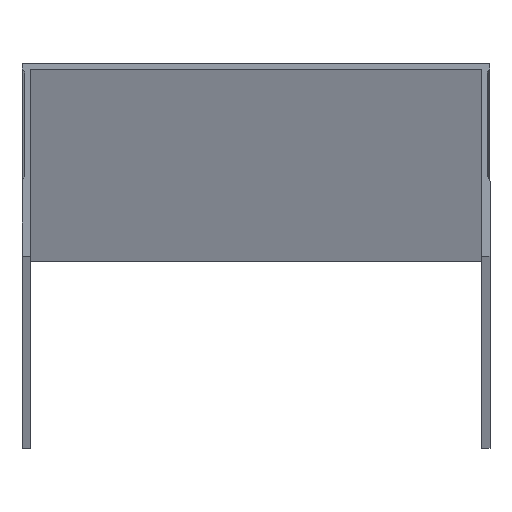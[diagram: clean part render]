
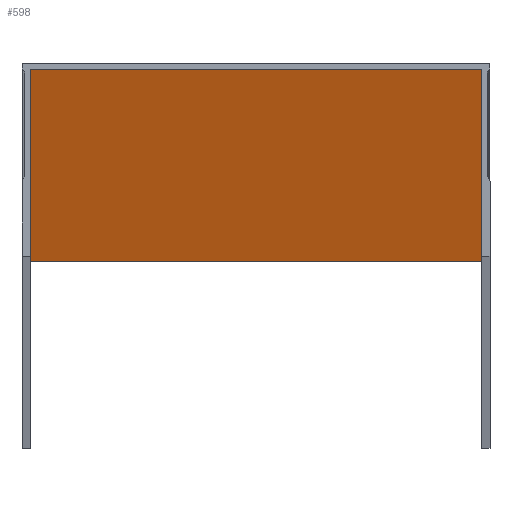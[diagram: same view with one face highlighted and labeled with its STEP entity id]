
A CAD part, top view. The second image highlights one B-rep face of the part: STEP entity #598.
In plain terms, the highlighted planar face has unit normal (0, -1, 0).
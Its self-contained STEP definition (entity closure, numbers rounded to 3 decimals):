
#281=CARTESIAN_POINT('',(0.15,0.,2000.0));
#282=VERTEX_POINT('',#281);
#289=CARTESIAN_POINT('',(8.35,0.0,2000.0));
#290=VERTEX_POINT('',#289);
#291=CARTESIAN_POINT('',(0.15,0.0,2000.0));
#292=DIRECTION('',(1.0,0.0,0.0));
#293=VECTOR('',#292,8.2);
#294=LINE('',#291,#293);
#295=EDGE_CURVE('',#282,#290,#294,.T.);
#522=CARTESIAN_POINT('',(0.15,0.,0.0));
#523=VERTEX_POINT('',#522);
#530=CARTESIAN_POINT('',(0.15,0.0,2000.0));
#531=DIRECTION('',(0.0,0.0,-1.0));
#532=VECTOR('',#531,2000.0);
#533=LINE('',#530,#532);
#534=EDGE_CURVE('',#282,#523,#533,.T.);
#546=CARTESIAN_POINT('',(8.35,0.,0.0));
#547=VERTEX_POINT('',#546);
#556=CARTESIAN_POINT('',(8.35,0.0,0.0));
#557=DIRECTION('',(0.0,0.0,1.0));
#558=VECTOR('',#557,2000.0);
#559=LINE('',#556,#558);
#560=EDGE_CURVE('',#547,#290,#559,.T.);
#582=CARTESIAN_POINT('',(0.0,0.0,0.0));
#583=DIRECTION('',(0.0,-1.0,0.0));
#584=DIRECTION('',(1.0,0.0,0.0));
#585=AXIS2_PLACEMENT_3D('',#582,#583,#584);
#586=PLANE('',#585);
#587=ORIENTED_EDGE('',*,*,#534,.T.);
#588=CARTESIAN_POINT('',(0.15,0.0,0.0));
#589=DIRECTION('',(1.0,0.0,0.0));
#590=VECTOR('',#589,8.2);
#591=LINE('',#588,#590);
#592=EDGE_CURVE('',#523,#547,#591,.T.);
#593=ORIENTED_EDGE('',*,*,#592,.T.);
#594=ORIENTED_EDGE('',*,*,#560,.T.);
#595=ORIENTED_EDGE('',*,*,#295,.F.);
#596=EDGE_LOOP('',(#587,#593,#594,#595));
#597=FACE_OUTER_BOUND('',#596,.T.);
#598=ADVANCED_FACE('',(#597),#586,.T.);
